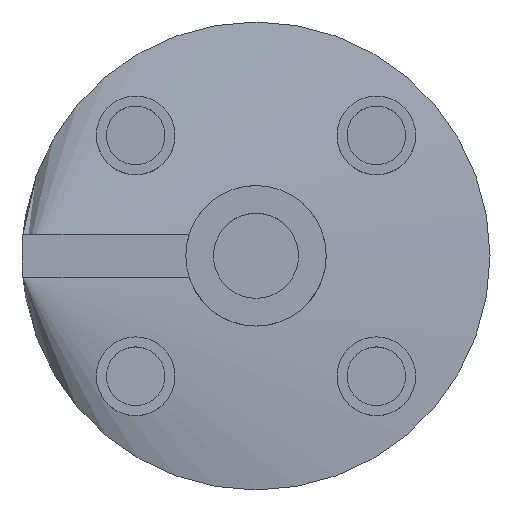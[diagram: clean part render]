
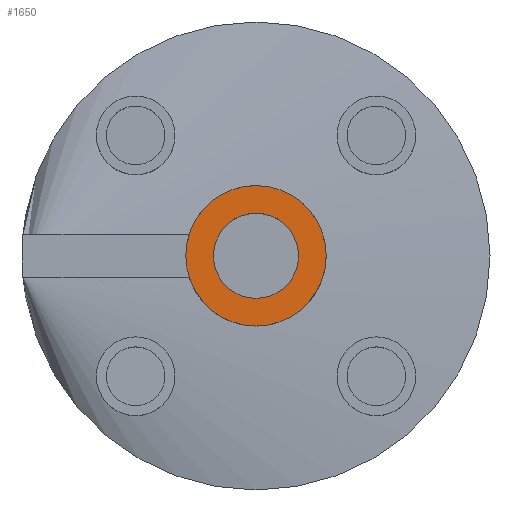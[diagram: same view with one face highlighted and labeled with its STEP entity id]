
A CAD part, top view. The second image highlights one B-rep face of the part: STEP entity #1650.
In plain terms, the highlighted planar face has unit normal (0, 0, 1).
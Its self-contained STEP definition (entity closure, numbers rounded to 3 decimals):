
#438 = CYLINDRICAL_SURFACE('',#439,3.3);
#439 = AXIS2_PLACEMENT_3D('',#440,#441,#442);
#440 = CARTESIAN_POINT('',(0.,0.,-1.5));
#441 = DIRECTION('',(0.,0.,1.));
#442 = DIRECTION('',(1.,0.,0.));
#1109 = VERTEX_POINT('',#1110);
#1110 = CARTESIAN_POINT('',(3.3,0.,2.8));
#1131 = EDGE_CURVE('',#1109,#1109,#1132,.T.);
#1132 = SURFACE_CURVE('',#1133,(#1138,#1145),.PCURVE_S1.);
#1133 = CIRCLE('',#1134,3.3);
#1134 = AXIS2_PLACEMENT_3D('',#1135,#1136,#1137);
#1135 = CARTESIAN_POINT('',(0.,0.,2.8));
#1136 = DIRECTION('',(0.,0.,1.));
#1137 = DIRECTION('',(1.,0.,0.));
#1138 = PCURVE('',#438,#1139);
#1139 = DEFINITIONAL_REPRESENTATION('',(#1140),#1144);
#1140 = LINE('',#1141,#1142);
#1141 = CARTESIAN_POINT('',(0.,4.3));
#1142 = VECTOR('',#1143,1.);
#1143 = DIRECTION('',(1.,0.));
#1144 = ( GEOMETRIC_REPRESENTATION_CONTEXT(2) 
PARAMETRIC_REPRESENTATION_CONTEXT() REPRESENTATION_CONTEXT('2D SPACE',''
  ) );
#1145 = PCURVE('',#1146,#1151);
#1146 = PLANE('',#1147);
#1147 = AXIS2_PLACEMENT_3D('',#1148,#1149,#1150);
#1148 = CARTESIAN_POINT('',(0.,0.,2.8));
#1149 = DIRECTION('',(0.,0.,1.));
#1150 = DIRECTION('',(1.,0.,0.));
#1151 = DEFINITIONAL_REPRESENTATION('',(#1152),#1156);
#1152 = CIRCLE('',#1153,3.3);
#1153 = AXIS2_PLACEMENT_2D('',#1154,#1155);
#1154 = CARTESIAN_POINT('',(0.,0.));
#1155 = DIRECTION('',(1.,0.));
#1156 = ( GEOMETRIC_REPRESENTATION_CONTEXT(2) 
PARAMETRIC_REPRESENTATION_CONTEXT() REPRESENTATION_CONTEXT('2D SPACE',''
  ) );
#1650 = ADVANCED_FACE('',(#1651,#1654),#1146,.T.);
#1651 = FACE_BOUND('',#1652,.T.);
#1652 = EDGE_LOOP('',(#1653));
#1653 = ORIENTED_EDGE('',*,*,#1131,.T.);
#1654 = FACE_BOUND('',#1655,.T.);
#1655 = EDGE_LOOP('',(#1656));
#1656 = ORIENTED_EDGE('',*,*,#1657,.F.);
#1657 = EDGE_CURVE('',#1658,#1658,#1660,.T.);
#1658 = VERTEX_POINT('',#1659);
#1659 = CARTESIAN_POINT('',(2.,0.,2.8));
#1660 = SURFACE_CURVE('',#1661,(#1666,#1673),.PCURVE_S1.);
#1661 = CIRCLE('',#1662,2.);
#1662 = AXIS2_PLACEMENT_3D('',#1663,#1664,#1665);
#1663 = CARTESIAN_POINT('',(0.,0.,2.8));
#1664 = DIRECTION('',(0.,0.,1.));
#1665 = DIRECTION('',(1.,0.,0.));
#1666 = PCURVE('',#1146,#1667);
#1667 = DEFINITIONAL_REPRESENTATION('',(#1668),#1672);
#1668 = CIRCLE('',#1669,2.);
#1669 = AXIS2_PLACEMENT_2D('',#1670,#1671);
#1670 = CARTESIAN_POINT('',(0.,0.));
#1671 = DIRECTION('',(1.,0.));
#1672 = ( GEOMETRIC_REPRESENTATION_CONTEXT(2) 
PARAMETRIC_REPRESENTATION_CONTEXT() REPRESENTATION_CONTEXT('2D SPACE',''
  ) );
#1673 = PCURVE('',#1674,#1679);
#1674 = CYLINDRICAL_SURFACE('',#1675,2.);
#1675 = AXIS2_PLACEMENT_3D('',#1676,#1677,#1678);
#1676 = CARTESIAN_POINT('',(0.,0.,-1.5));
#1677 = DIRECTION('',(0.,0.,1.));
#1678 = DIRECTION('',(1.,0.,0.));
#1679 = DEFINITIONAL_REPRESENTATION('',(#1680),#1684);
#1680 = LINE('',#1681,#1682);
#1681 = CARTESIAN_POINT('',(0.,4.3));
#1682 = VECTOR('',#1683,1.);
#1683 = DIRECTION('',(1.,0.));
#1684 = ( GEOMETRIC_REPRESENTATION_CONTEXT(2) 
PARAMETRIC_REPRESENTATION_CONTEXT() REPRESENTATION_CONTEXT('2D SPACE',''
  ) );
